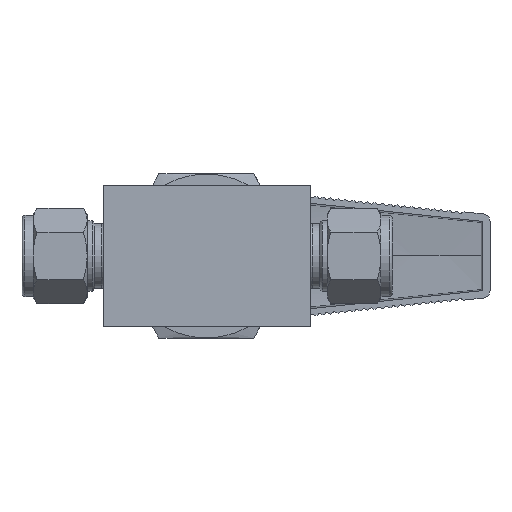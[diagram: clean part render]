
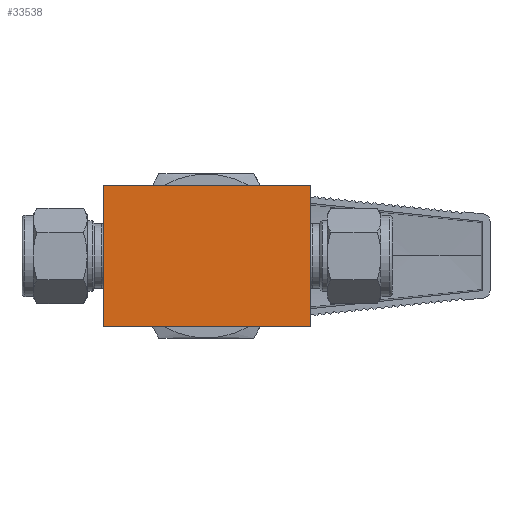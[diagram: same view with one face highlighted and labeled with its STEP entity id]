
A CAD part, front view. The second image highlights one B-rep face of the part: STEP entity #33538.
In plain terms, the highlighted planar face has unit normal (0, -1, 0).
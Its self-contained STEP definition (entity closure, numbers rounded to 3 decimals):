
#33503 = VERTEX_POINT('',#33504);
#33504 = CARTESIAN_POINT('',(1933.464,1941.581,
    -19.05));
#33510 = EDGE_CURVE('',#33503,#33511,#33513,.T.);
#33511 = VERTEX_POINT('',#33512);
#33512 = CARTESIAN_POINT('',(1933.464,1941.581,19.05
    ));
#33513 = LINE('',#33514,#33515);
#33514 = CARTESIAN_POINT('',(1933.464,1941.581,
    -19.05));
#33515 = VECTOR('',#33516,1.);
#33516 = DIRECTION('',(0.,0.,1.));
#33538 = ADVANCED_FACE('',(#33539),#33564,.T.);
#33539 = FACE_BOUND('',#33540,.T.);
#33540 = EDGE_LOOP('',(#33541,#33542,#33550,#33558));
#33541 = ORIENTED_EDGE('',*,*,#33510,.F.);
#33542 = ORIENTED_EDGE('',*,*,#33543,.T.);
#33543 = EDGE_CURVE('',#33503,#33544,#33546,.T.);
#33544 = VERTEX_POINT('',#33545);
#33545 = CARTESIAN_POINT('',(1989.144,1941.581,
    -19.05));
#33546 = LINE('',#33547,#33548);
#33547 = CARTESIAN_POINT('',(1933.464,1941.581,
    -19.05));
#33548 = VECTOR('',#33549,1.);
#33549 = DIRECTION('',(1.,0.,0.));
#33550 = ORIENTED_EDGE('',*,*,#33551,.T.);
#33551 = EDGE_CURVE('',#33544,#33552,#33554,.T.);
#33552 = VERTEX_POINT('',#33553);
#33553 = CARTESIAN_POINT('',(1989.144,1941.581,19.05
    ));
#33554 = LINE('',#33555,#33556);
#33555 = CARTESIAN_POINT('',(1989.144,1941.581,
    -19.05));
#33556 = VECTOR('',#33557,1.);
#33557 = DIRECTION('',(0.,0.,1.));
#33558 = ORIENTED_EDGE('',*,*,#33559,.T.);
#33559 = EDGE_CURVE('',#33552,#33511,#33560,.T.);
#33560 = LINE('',#33561,#33562);
#33561 = CARTESIAN_POINT('',(1989.144,1941.581,19.05
    ));
#33562 = VECTOR('',#33563,1.);
#33563 = DIRECTION('',(-1.,0.,0.));
#33564 = PLANE('',#33565);
#33565 = AXIS2_PLACEMENT_3D('',#33566,#33567,#33568);
#33566 = CARTESIAN_POINT('',(0.,1941.581,
    19.05));
#33567 = DIRECTION('',(0.,-1.,0.));
#33568 = DIRECTION('',(0.,0.,-1.));
